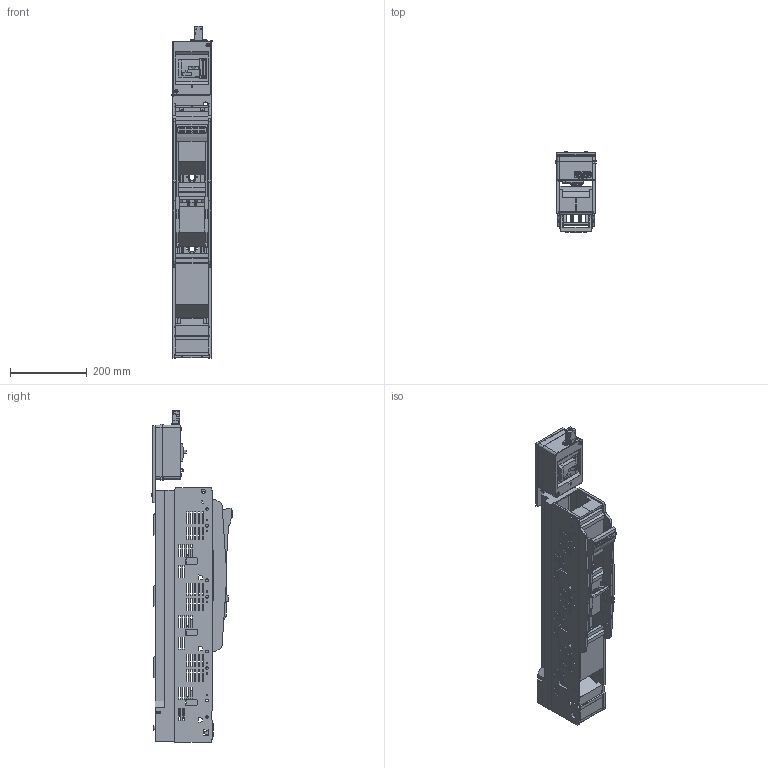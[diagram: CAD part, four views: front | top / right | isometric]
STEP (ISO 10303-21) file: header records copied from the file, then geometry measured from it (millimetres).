
FILE_DESCRIPTION(('CATIA V5 STEP'),'2;1');
FILE_NAME('L0802_NH_Sicherungslastschaltleiste_SL3_3x3_3A_AM_P.stp','2019-02-06T08:36:47+00:00',('none'),('Jean Müller GmbH'),'CATIA Version 5 Release 19 SP 9 (IN-10)','CATIA V5 STEP AP214','none');
FILE_SCHEMA(('AUTOMOTIVE_DESIGN { 1 0 10303 214 1 1 1 1 }'));
Products named in the file (1): L0802_NH-Sicherungslastschaltleiste SL3-3x3/3A/AM-P
Bounding box: 104.18 x 210.4 x 862.42 mm (x, y, z)
Volume: 3679802.1 mm3; surface area: 1307496.1 mm2
Topology: 27 solids, 35 shells, 4054 faces, 10809 edges, 6885 vertices
Faces by surface type: plane 3236, cylinder 676, cone 78, torus 48, bspline 12, sphere 4
Entity records: 121032 total; most frequent: CARTESIAN_POINT 24363, ORIENTED_EDGE 21594, DIRECTION 16507, EDGE_CURVE 10797, VECTOR 8786, LINE 8786, VERTEX_POINT 6885, EDGE_LOOP 4630
